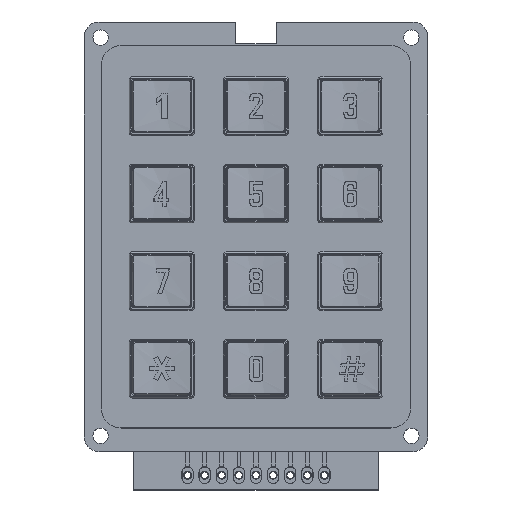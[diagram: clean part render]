
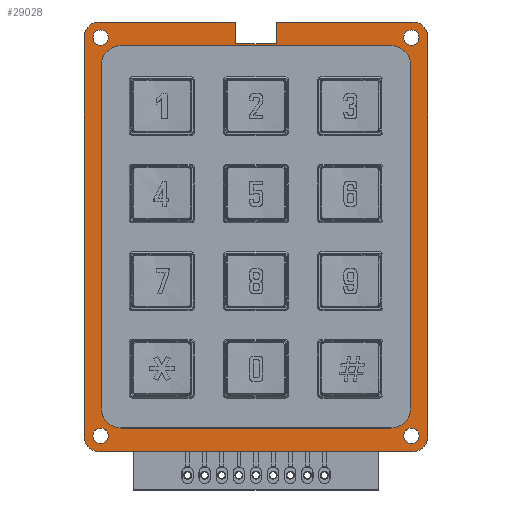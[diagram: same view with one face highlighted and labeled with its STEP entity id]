
A CAD part, top view. The second image highlights one B-rep face of the part: STEP entity #29028.
In plain terms, the highlighted planar face has unit normal (0, 0, 1).
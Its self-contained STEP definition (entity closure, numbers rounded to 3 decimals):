
#28992 = EDGE_CURVE('',#28993,#28995,#28997,.T.);
#28993 = VERTEX_POINT('',#28994);
#28994 = CARTESIAN_POINT('',(25.5,29.7,0.));
#28995 = VERTEX_POINT('',#28996);
#28996 = CARTESIAN_POINT('',(25.5,-29.7,0.));
#28997 = LINE('',#28998,#28999);
#28998 = CARTESIAN_POINT('',(25.5,31.9,0.));
#28999 = VECTOR('',#29000,1.);
#29000 = DIRECTION('',(0.,-1.,0.));
#29028 = ADVANCED_FACE('',(#29029,#29122,#29133,#29144,#29155),#29166,
  .F.);
#29029 = FACE_BOUND('',#29030,.F.);
#29030 = EDGE_LOOP('',(#29031,#29032,#29041,#29049,#29058,#29066,#29075,
    #29083,#29091,#29099,#29107,#29115));
#29031 = ORIENTED_EDGE('',*,*,#28992,.T.);
#29032 = ORIENTED_EDGE('',*,*,#29033,.T.);
#29033 = EDGE_CURVE('',#28995,#29034,#29036,.T.);
#29034 = VERTEX_POINT('',#29035);
#29035 = CARTESIAN_POINT('',(23.3,-31.9,0.));
#29036 = CIRCLE('',#29037,2.2);
#29037 = AXIS2_PLACEMENT_3D('',#29038,#29039,#29040);
#29038 = CARTESIAN_POINT('',(23.3,-29.7,0.));
#29039 = DIRECTION('',(0.,0.,-1.));
#29040 = DIRECTION('',(0.,1.,0.));
#29041 = ORIENTED_EDGE('',*,*,#29042,.T.);
#29042 = EDGE_CURVE('',#29034,#29043,#29045,.T.);
#29043 = VERTEX_POINT('',#29044);
#29044 = CARTESIAN_POINT('',(-23.3,-31.9,0.));
#29045 = LINE('',#29046,#29047);
#29046 = CARTESIAN_POINT('',(25.5,-31.9,0.));
#29047 = VECTOR('',#29048,1.);
#29048 = DIRECTION('',(-1.,0.,0.));
#29049 = ORIENTED_EDGE('',*,*,#29050,.T.);
#29050 = EDGE_CURVE('',#29043,#29051,#29053,.T.);
#29051 = VERTEX_POINT('',#29052);
#29052 = CARTESIAN_POINT('',(-25.5,-29.7,0.));
#29053 = CIRCLE('',#29054,2.2);
#29054 = AXIS2_PLACEMENT_3D('',#29055,#29056,#29057);
#29055 = CARTESIAN_POINT('',(-23.3,-29.7,0.));
#29056 = DIRECTION('',(0.,0.,-1.));
#29057 = DIRECTION('',(0.,1.,0.));
#29058 = ORIENTED_EDGE('',*,*,#29059,.T.);
#29059 = EDGE_CURVE('',#29051,#29060,#29062,.T.);
#29060 = VERTEX_POINT('',#29061);
#29061 = CARTESIAN_POINT('',(-25.5,29.7,0.));
#29062 = LINE('',#29063,#29064);
#29063 = CARTESIAN_POINT('',(-25.5,-31.9,0.));
#29064 = VECTOR('',#29065,1.);
#29065 = DIRECTION('',(0.,1.,0.));
#29066 = ORIENTED_EDGE('',*,*,#29067,.T.);
#29067 = EDGE_CURVE('',#29060,#29068,#29070,.T.);
#29068 = VERTEX_POINT('',#29069);
#29069 = CARTESIAN_POINT('',(-23.3,31.9,0.));
#29070 = CIRCLE('',#29071,2.2);
#29071 = AXIS2_PLACEMENT_3D('',#29072,#29073,#29074);
#29072 = CARTESIAN_POINT('',(-23.3,29.7,0.));
#29073 = DIRECTION('',(0.,0.,-1.));
#29074 = DIRECTION('',(0.,1.,0.));
#29075 = ORIENTED_EDGE('',*,*,#29076,.T.);
#29076 = EDGE_CURVE('',#29068,#29077,#29079,.T.);
#29077 = VERTEX_POINT('',#29078);
#29078 = CARTESIAN_POINT('',(-3.,31.9,0.));
#29079 = LINE('',#29080,#29081);
#29080 = CARTESIAN_POINT('',(-25.5,31.9,0.));
#29081 = VECTOR('',#29082,1.);
#29082 = DIRECTION('',(1.,0.,0.));
#29083 = ORIENTED_EDGE('',*,*,#29084,.T.);
#29084 = EDGE_CURVE('',#29077,#29085,#29087,.T.);
#29085 = VERTEX_POINT('',#29086);
#29086 = CARTESIAN_POINT('',(-3.,28.65,0.));
#29087 = LINE('',#29088,#29089);
#29088 = CARTESIAN_POINT('',(-3.,31.9,0.));
#29089 = VECTOR('',#29090,1.);
#29090 = DIRECTION('',(0.,-1.,0.));
#29091 = ORIENTED_EDGE('',*,*,#29092,.T.);
#29092 = EDGE_CURVE('',#29085,#29093,#29095,.T.);
#29093 = VERTEX_POINT('',#29094);
#29094 = CARTESIAN_POINT('',(3.,28.65,0.));
#29095 = LINE('',#29096,#29097);
#29096 = CARTESIAN_POINT('',(-3.,28.65,0.));
#29097 = VECTOR('',#29098,1.);
#29098 = DIRECTION('',(1.,0.,0.));
#29099 = ORIENTED_EDGE('',*,*,#29100,.F.);
#29100 = EDGE_CURVE('',#29101,#29093,#29103,.T.);
#29101 = VERTEX_POINT('',#29102);
#29102 = CARTESIAN_POINT('',(3.,31.9,0.));
#29103 = LINE('',#29104,#29105);
#29104 = CARTESIAN_POINT('',(3.,31.9,0.));
#29105 = VECTOR('',#29106,1.);
#29106 = DIRECTION('',(0.,-1.,0.));
#29107 = ORIENTED_EDGE('',*,*,#29108,.F.);
#29108 = EDGE_CURVE('',#29109,#29101,#29111,.T.);
#29109 = VERTEX_POINT('',#29110);
#29110 = CARTESIAN_POINT('',(23.3,31.9,0.));
#29111 = LINE('',#29112,#29113);
#29112 = CARTESIAN_POINT('',(25.5,31.9,0.));
#29113 = VECTOR('',#29114,1.);
#29114 = DIRECTION('',(-1.,0.,0.));
#29115 = ORIENTED_EDGE('',*,*,#29116,.F.);
#29116 = EDGE_CURVE('',#28993,#29109,#29117,.T.);
#29117 = CIRCLE('',#29118,2.2);
#29118 = AXIS2_PLACEMENT_3D('',#29119,#29120,#29121);
#29119 = CARTESIAN_POINT('',(23.3,29.7,0.));
#29120 = DIRECTION('',(0.,-0.,1.));
#29121 = DIRECTION('',(0.,1.,0.));
#29122 = FACE_BOUND('',#29123,.F.);
#29123 = EDGE_LOOP('',(#29124));
#29124 = ORIENTED_EDGE('',*,*,#29125,.T.);
#29125 = EDGE_CURVE('',#29126,#29126,#29128,.T.);
#29126 = VERTEX_POINT('',#29127);
#29127 = CARTESIAN_POINT('',(-21.925,-29.575,0.));
#29128 = CIRCLE('',#29129,1.15);
#29129 = AXIS2_PLACEMENT_3D('',#29130,#29131,#29132);
#29130 = CARTESIAN_POINT('',(-23.075,-29.575,0.));
#29131 = DIRECTION('',(0.,0.,1.));
#29132 = DIRECTION('',(1.,0.,0.));
#29133 = FACE_BOUND('',#29134,.F.);
#29134 = EDGE_LOOP('',(#29135));
#29135 = ORIENTED_EDGE('',*,*,#29136,.T.);
#29136 = EDGE_CURVE('',#29137,#29137,#29139,.T.);
#29137 = VERTEX_POINT('',#29138);
#29138 = CARTESIAN_POINT('',(-21.925,29.575,0.));
#29139 = CIRCLE('',#29140,1.15);
#29140 = AXIS2_PLACEMENT_3D('',#29141,#29142,#29143);
#29141 = CARTESIAN_POINT('',(-23.075,29.575,0.));
#29142 = DIRECTION('',(0.,0.,1.));
#29143 = DIRECTION('',(1.,0.,0.));
#29144 = FACE_BOUND('',#29145,.F.);
#29145 = EDGE_LOOP('',(#29146));
#29146 = ORIENTED_EDGE('',*,*,#29147,.T.);
#29147 = EDGE_CURVE('',#29148,#29148,#29150,.T.);
#29148 = VERTEX_POINT('',#29149);
#29149 = CARTESIAN_POINT('',(24.225,29.575,0.));
#29150 = CIRCLE('',#29151,1.15);
#29151 = AXIS2_PLACEMENT_3D('',#29152,#29153,#29154);
#29152 = CARTESIAN_POINT('',(23.075,29.575,0.));
#29153 = DIRECTION('',(0.,0.,1.));
#29154 = DIRECTION('',(1.,0.,0.));
#29155 = FACE_BOUND('',#29156,.F.);
#29156 = EDGE_LOOP('',(#29157));
#29157 = ORIENTED_EDGE('',*,*,#29158,.T.);
#29158 = EDGE_CURVE('',#29159,#29159,#29161,.T.);
#29159 = VERTEX_POINT('',#29160);
#29160 = CARTESIAN_POINT('',(24.225,-29.575,0.));
#29161 = CIRCLE('',#29162,1.15);
#29162 = AXIS2_PLACEMENT_3D('',#29163,#29164,#29165);
#29163 = CARTESIAN_POINT('',(23.075,-29.575,0.));
#29164 = DIRECTION('',(0.,0.,1.));
#29165 = DIRECTION('',(1.,0.,0.));
#29166 = PLANE('',#29167);
#29167 = AXIS2_PLACEMENT_3D('',#29168,#29169,#29170);
#29168 = CARTESIAN_POINT('',(0.,0.751,0.));
#29169 = DIRECTION('',(-0.,-0.,-1.));
#29170 = DIRECTION('',(-1.,0.,0.));
